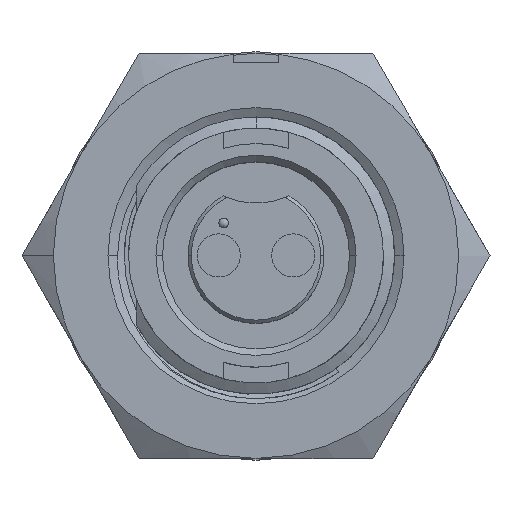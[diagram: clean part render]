
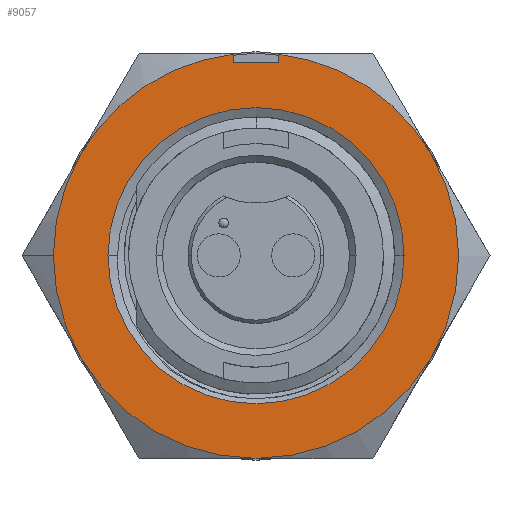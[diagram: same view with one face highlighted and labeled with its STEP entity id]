
A CAD part, top view. The second image highlights one B-rep face of the part: STEP entity #9057.
In plain terms, the highlighted planar face has unit normal (0, 0, 1).
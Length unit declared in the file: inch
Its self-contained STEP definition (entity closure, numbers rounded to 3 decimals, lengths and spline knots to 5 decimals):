
#1387 = CARTESIAN_POINT ( 'NONE',  ( -0.26847, -0.155, -0.317 ) ) ;
#1474 = CARTESIAN_POINT ( 'NONE',  ( 0.035, 0.30802, -0.317 ) ) ;
#1483 = CARTESIAN_POINT ( 'NONE',  ( 0.26847, -0.155, -0.317 ) ) ;
#1485 = CARTESIAN_POINT ( 'NONE',  ( 0.26847, 0.155, -0.317 ) ) ;
#1490 = CARTESIAN_POINT ( 'NONE',  ( -0.26847, 0.155, -0.317 ) ) ;
#1493 = CARTESIAN_POINT ( 'NONE',  ( 0., -0.31, -0.317 ) ) ;
#1494 = CARTESIAN_POINT ( 'NONE',  ( 0.035, 0.295, -0.317 ) ) ;
#1497 = CARTESIAN_POINT ( 'NONE',  ( -0.035, 0.30802, -0.317 ) ) ;
#1499 = CARTESIAN_POINT ( 'NONE',  ( -0.035, 0.295, -0.317 ) ) ;
#1502 = CARTESIAN_POINT ( 'NONE',  ( -0.2265, 0., -0.317 ) ) ;
#1507 = CARTESIAN_POINT ( 'NONE',  ( 0.2265, 0., -0.317 ) ) ;
#1509 = CARTESIAN_POINT ( 'NONE',  ( -0.31, 0., -0.317 ) ) ;
#4138 = CARTESIAN_POINT ( 'NONE',  ( 0., 0., -0.317 ) ) ;
#4139 = DIRECTION ( 'NONE',  ( 0., 0., -1. ) ) ;
#4140 = DIRECTION ( 'NONE',  ( -1., 0., 0. ) ) ;
#4233 = CARTESIAN_POINT ( 'NONE',  ( 0., 0., -0.317 ) ) ;
#4234 = DIRECTION ( 'NONE',  ( 0., 0., -1. ) ) ;
#4235 = DIRECTION ( 'NONE',  ( -1., 0., 0. ) ) ;
#4238 = CARTESIAN_POINT ( 'NONE',  ( 0.035, 0.35188, -0.317 ) ) ;
#4239 = DIRECTION ( 'NONE',  ( 0., -1., 0. ) ) ;
#4240 = CARTESIAN_POINT ( 'NONE',  ( 0., 0., -0.317 ) ) ;
#4241 = DIRECTION ( 'NONE',  ( 0., 0., -1. ) ) ;
#4242 = DIRECTION ( 'NONE',  ( -1., 0., 0. ) ) ;
#4328 = CARTESIAN_POINT ( 'NONE',  ( 0., 0., -0.317 ) ) ;
#4329 = DIRECTION ( 'NONE',  ( 0., 0., -1. ) ) ;
#4330 = DIRECTION ( 'NONE',  ( 0., 1., 0. ) ) ;
#4385 = CARTESIAN_POINT ( 'NONE',  ( -0.035, 0.35188, -0.317 ) ) ;
#4386 = DIRECTION ( 'NONE',  ( 0., 1., 0. ) ) ;
#4393 = CARTESIAN_POINT ( 'NONE',  ( 0., 0., -0.317 ) ) ;
#4394 = DIRECTION ( 'NONE',  ( 0., 0., -1. ) ) ;
#4395 = DIRECTION ( 'NONE',  ( 0., 1., 0. ) ) ;
#4414 = CARTESIAN_POINT ( 'NONE',  ( 0., 0., -0.317 ) ) ;
#4415 = DIRECTION ( 'NONE',  ( 0., 0., 1. ) ) ;
#4416 = DIRECTION ( 'NONE',  ( 1., 0., 0. ) ) ;
#4508 = CARTESIAN_POINT ( 'NONE',  ( -0.035, 0.295, -0.317 ) ) ;
#4509 = DIRECTION ( 'NONE',  ( -1., 0., 0. ) ) ;
#4559 = CIRCLE ( 'NONE', #4568, 0.31 ) ;
#4568 = AXIS2_PLACEMENT_3D ( 'NONE', #4138, #4139, #4140 ) ;
#4586 = CIRCLE ( 'NONE', #4588, 0.31 ) ;
#4588 = AXIS2_PLACEMENT_3D ( 'NONE', #4233, #4234, #4235 ) ;
#4590 = CIRCLE ( 'NONE', #4592, 0.31 ) ;
#4591 = VECTOR ( 'NONE', #4239, 39.37008 ) ;
#4592 = AXIS2_PLACEMENT_3D ( 'NONE', #4240, #4241, #4242 ) ;
#4610 = CIRCLE ( 'NONE', #4612, 0.31 ) ;
#4612 = AXIS2_PLACEMENT_3D ( 'NONE', #4328, #4329, #4330 ) ;
#4617 = CIRCLE ( 'NONE', #4628, 0.31 ) ;
#4623 = CIRCLE ( 'NONE', #4635, 0.2265 ) ;
#4627 = VECTOR ( 'NONE', #4386, 39.37008 ) ;
#4628 = AXIS2_PLACEMENT_3D ( 'NONE', #4393, #4394, #4395 ) ;
#4635 = AXIS2_PLACEMENT_3D ( 'NONE', #4414, #4415, #4416 ) ;
#4652 = VECTOR ( 'NONE', #4509, 39.37008 ) ;
#4654 = CIRCLE ( 'NONE', #4656, 0.31 ) ;
#4656 = AXIS2_PLACEMENT_3D ( 'NONE', #4788, #4789, #4790 ) ;
#4669 = CIRCLE ( 'NONE', #4673, 0.31 ) ;
#4673 = AXIS2_PLACEMENT_3D ( 'NONE', #4857, #4858, #4859 ) ;
#4687 = CIRCLE ( 'NONE', #4688, 0.2265 ) ;
#4688 = AXIS2_PLACEMENT_3D ( 'NONE', #4930, #4931, #4932 ) ;
#4788 = CARTESIAN_POINT ( 'NONE',  ( 0., 0., -0.317 ) ) ;
#4789 = DIRECTION ( 'NONE',  ( 0., 0., -1. ) ) ;
#4790 = DIRECTION ( 'NONE',  ( -1., 0., 0. ) ) ;
#4857 = CARTESIAN_POINT ( 'NONE',  ( 0., 0., -0.317 ) ) ;
#4858 = DIRECTION ( 'NONE',  ( 0., 0., -1. ) ) ;
#4859 = DIRECTION ( 'NONE',  ( -1., 0., 0. ) ) ;
#4930 = CARTESIAN_POINT ( 'NONE',  ( 0., 0., -0.317 ) ) ;
#4931 = DIRECTION ( 'NONE',  ( 0., 0., 1. ) ) ;
#4932 = DIRECTION ( 'NONE',  ( 1., 0., 0. ) ) ;
#7145 = VERTEX_POINT ( 'NONE', #1387 ) ;
#7232 = VERTEX_POINT ( 'NONE', #1474 ) ;
#7241 = VERTEX_POINT ( 'NONE', #1483 ) ;
#7243 = VERTEX_POINT ( 'NONE', #1485 ) ;
#7248 = VERTEX_POINT ( 'NONE', #1490 ) ;
#7251 = VERTEX_POINT ( 'NONE', #1493 ) ;
#7252 = VERTEX_POINT ( 'NONE', #1494 ) ;
#7255 = VERTEX_POINT ( 'NONE', #1497 ) ;
#7257 = VERTEX_POINT ( 'NONE', #1499 ) ;
#7260 = VERTEX_POINT ( 'NONE', #1502 ) ;
#7265 = VERTEX_POINT ( 'NONE', #1507 ) ;
#7267 = VERTEX_POINT ( 'NONE', #1509 ) ;
#7290 = CARTESIAN_POINT ( 'NONE',  ( 0., -0.62, -0.317 ) ) ;
#7338 = DIRECTION ( 'NONE',  ( 0., 0., -1. ) ) ;
#7342 = PLANE ( 'NONE',  #7711 ) ;
#7351 = DIRECTION ( 'NONE',  ( -1., 0., 0. ) ) ;
#7711 = AXIS2_PLACEMENT_3D ( 'NONE', #7290, #7338, #7351 ) ;
#7995 = FACE_BOUND ( 'NONE', #10847, .T. ) ;
#8055 = ORIENTED_EDGE ( 'NONE', *, *, #9507, .F. ) ;
#8072 = ORIENTED_EDGE ( 'NONE', *, *, #9524, .F. ) ;
#8088 = FACE_OUTER_BOUND ( 'NONE', #10863, .T. ) ;
#8090 = ORIENTED_EDGE ( 'NONE', *, *, #9554, .T. ) ;
#8105 = ORIENTED_EDGE ( 'NONE', *, *, #9532, .F. ) ;
#8113 = ORIENTED_EDGE ( 'NONE', *, *, #9559, .F. ) ;
#8114 = ORIENTED_EDGE ( 'NONE', *, *, #9589, .F. ) ;
#8128 = ORIENTED_EDGE ( 'NONE', *, *, #9522, .T. ) ;
#8129 = ORIENTED_EDGE ( 'NONE', *, *, #9574, .F. ) ;
#8158 = ORIENTED_EDGE ( 'NONE', *, *, #9482, .F. ) ;
#8160 = ORIENTED_EDGE ( 'NONE', *, *, #9485, .F. ) ;
#8199 = ORIENTED_EDGE ( 'NONE', *, *, #9459, .F. ) ;
#8207 = ORIENTED_EDGE ( 'NONE', *, *, #9484, .T. ) ;
#9057 = ADVANCED_FACE ( 'NONE', ( #7995, #8088 ), #7342, .F. ) ;
#9459 = EDGE_CURVE ( 'NONE', #7241, #7251, #4559, .T. ) ;
#9482 = EDGE_CURVE ( 'NONE', #7267, #7248, #4586, .T. ) ;
#9484 = EDGE_CURVE ( 'NONE', #7232, #7252, #11931, .T. ) ;
#9485 = EDGE_CURVE ( 'NONE', #7243, #7241, #4590, .T. ) ;
#9507 = EDGE_CURVE ( 'NONE', #7232, #7243, #4610, .T. ) ;
#9522 = EDGE_CURVE ( 'NONE', #7257, #7255, #11959, .T. ) ;
#9524 = EDGE_CURVE ( 'NONE', #7251, #7145, #4617, .T. ) ;
#9532 = EDGE_CURVE ( 'NONE', #7260, #7265, #4623, .T. ) ;
#9554 = EDGE_CURVE ( 'NONE', #7252, #7257, #11986, .T. ) ;
#9559 = EDGE_CURVE ( 'NONE', #7145, #7267, #4654, .T. ) ;
#9574 = EDGE_CURVE ( 'NONE', #7248, #7255, #4669, .T. ) ;
#9589 = EDGE_CURVE ( 'NONE', #7265, #7260, #4687, .T. ) ;
#10847 = EDGE_LOOP ( 'NONE', ( #8114, #8105 ) ) ;
#10863 = EDGE_LOOP ( 'NONE', ( #8090, #8128, #8129, #8158, #8113, #8072, #8199, #8160, #8055, #8207 ) ) ;
#11931 = LINE ( 'NONE', #4238, #4591 ) ;
#11959 = LINE ( 'NONE', #4385, #4627 ) ;
#11986 = LINE ( 'NONE', #4508, #4652 ) ;
